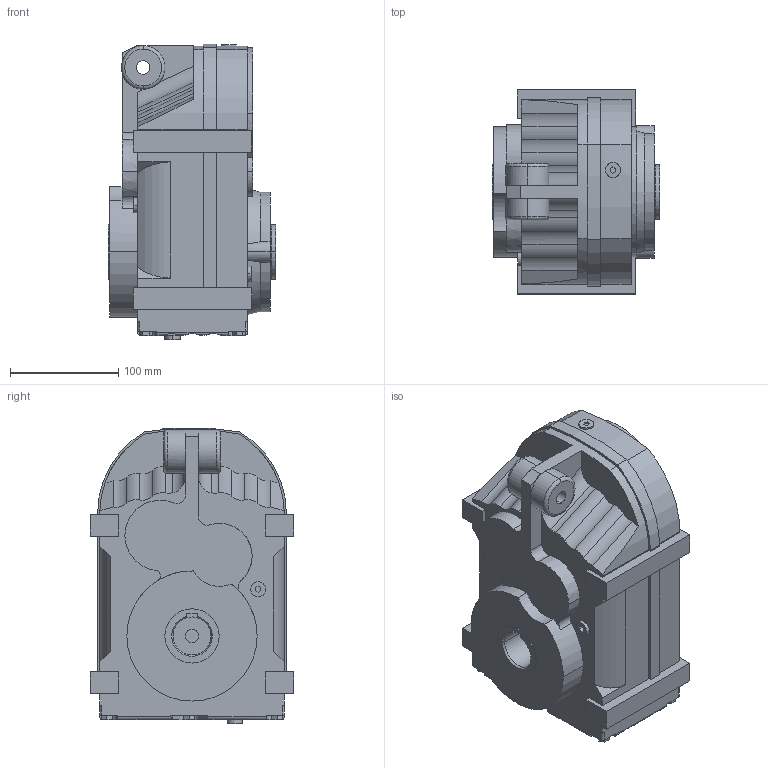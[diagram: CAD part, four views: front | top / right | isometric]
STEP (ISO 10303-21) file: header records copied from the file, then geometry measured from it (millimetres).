
FILE_DESCRIPTION(('STEP AP214'),'1');
FILE_NAME('cctmp_2B266ED4-D0A7-4529-A100-5F9846A2C4E8_2021_6_9_12_14_17_6..stp','2021-06-09T10:14:17',('SEW-EURODRIVE GmbH & Co KG'),('CADClick - www.CADClick.com'),'Spatial InterOp 3D postprocessed',' ','unknown authorization');
FILE_SCHEMA(('AUTOMOTIVE_DESIGN'));
Length unit declared in the file: millimetre
Products named in the file (1): 2021_06_09__12-14-17-006
Bounding box: 154 x 188 x 272.57 mm (x, y, z)
Volume: 4703478.1 mm3; surface area: 229317.2 mm2
Topology: 1 solids, 2 shells, 342 faces, 909 edges, 599 vertices
Faces by surface type: plane 210, cylinder 111, bspline 10, cone 7, torus 4
Entity records: 12180 total; most frequent: CARTESIAN_POINT 2517, ORIENTED_EDGE 1818, DIRECTION 1771, EDGE_CURVE 909, VERTEX_POINT 599, LINE 595, VECTOR 595, AXIS2_PLACEMENT_3D 588
